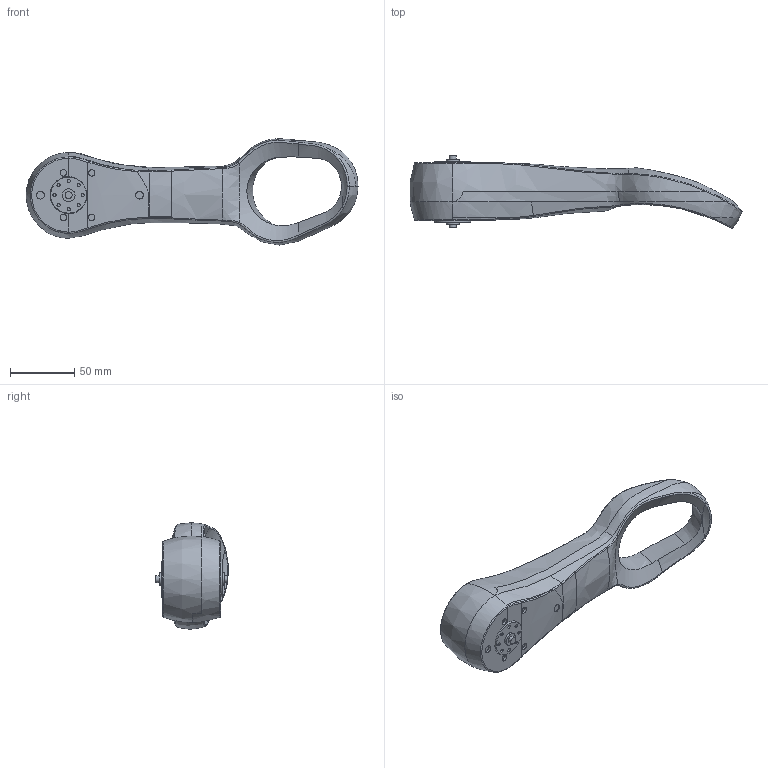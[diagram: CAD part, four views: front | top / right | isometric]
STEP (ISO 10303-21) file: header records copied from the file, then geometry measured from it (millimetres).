
FILE_DESCRIPTION(/* description */ (''),/* implementation_level */ '2;1');
FILE_NAME(/* name */ 'Arm Lower Left Skin.step',/* time_stamp */ '2017-06-24T12:01:06+10:00',/* author */ (''),/* organization */ (''),/* preprocessor_version */ 'ST-DEVELOPER v16.13',/* originating_system */ 'Autodesk Translation Framework v6.1.1.50',/* authorisation */ '');
FILE_SCHEMA (('AUTOMOTIVE_DESIGN { 1 0 10303 214 3 1 1 }'));
Length unit declared in the file: millimetre
Products named in the file (1): Arm Lower Left v6
Bounding box: 257.96 x 56.3 x 82.57 mm (x, y, z)
Volume: 371925.7 mm3; surface area: 46936 mm2
Topology: 1 solids, 1 shells, 184 faces, 518 edges, 344 vertices
Faces by surface type: bspline 72, cylinder 55, plane 51, cone 4, torus 2
Full cylindrical faces by diameter (mm): 2.5 x16, 5 x8, 5.5 x2, 6 x2, 10 x2, 28 x2, 28.8 x2
Entity records: 26337 total; most frequent: CARTESIAN_POINT 22296, ORIENTED_EDGE 906, DIRECTION 678, EDGE_CURVE 453, VERTEX_POINT 328, AXIS2_PLACEMENT_3D 297, EDGE_LOOP 249, FACE_OUTER_BOUND 184
